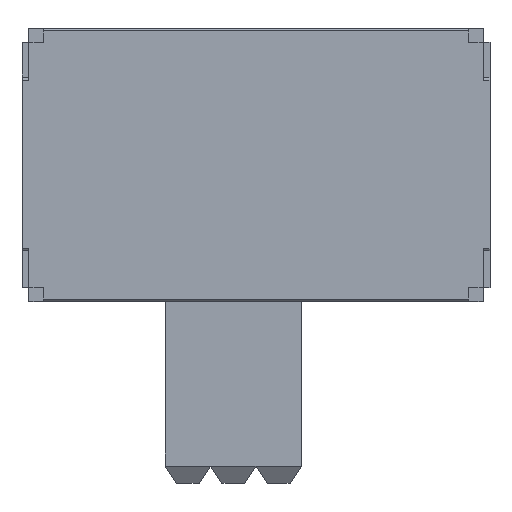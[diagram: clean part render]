
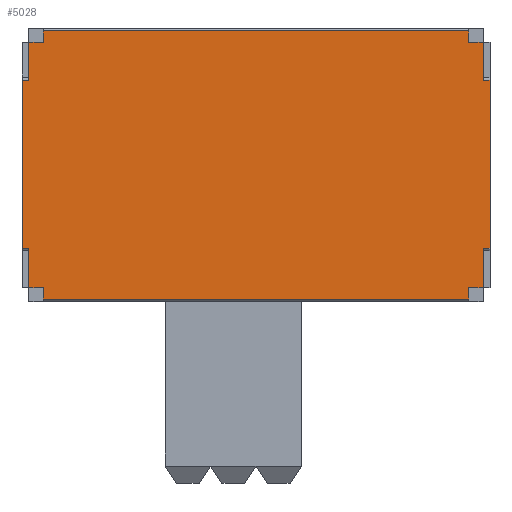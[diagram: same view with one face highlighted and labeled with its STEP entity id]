
A CAD part, top view. The second image highlights one B-rep face of the part: STEP entity #5028.
In plain terms, the highlighted planar face has unit normal (0, 0, 1).
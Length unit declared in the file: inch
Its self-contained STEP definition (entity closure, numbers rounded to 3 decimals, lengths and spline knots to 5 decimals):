
#260=FACE_OUTER_BOUND('',#532,.T.);
#532=EDGE_LOOP('',(#4067,#4068,#4069,#4070,#4071,#4072,#4073,#4074,#4075,
#4076,#4077,#4078,#4079,#4080,#4081,#4082,#4083,#4084,#4085,#4086));
#1118=LINE('',#7719,#1790);
#1121=LINE('',#7724,#1793);
#1122=LINE('',#7729,#1794);
#1123=LINE('',#7733,#1795);
#1126=LINE('',#7738,#1798);
#1127=LINE('',#7740,#1799);
#1128=LINE('',#7742,#1800);
#1129=LINE('',#7744,#1801);
#1130=LINE('',#7746,#1802);
#1131=LINE('',#7748,#1803);
#1132=LINE('',#7749,#1804);
#1133=LINE('',#7751,#1805);
#1134=LINE('',#7753,#1806);
#1135=LINE('',#7755,#1807);
#1136=LINE('',#7757,#1808);
#1137=LINE('',#7759,#1809);
#1138=LINE('',#7761,#1810);
#1139=LINE('',#7763,#1811);
#1140=LINE('',#7765,#1812);
#1141=LINE('',#7766,#1813);
#1790=VECTOR('',#6297,0.3685);
#1793=VECTOR('',#6302,0.00984);
#1794=VECTOR('',#6307,0.3685);
#1795=VECTOR('',#6312,0.00984);
#1798=VECTOR('',#6317,0.0126);
#1799=VECTOR('',#6318,0.03281);
#1800=VECTOR('',#6319,0.00591);
#1801=VECTOR('',#6320,0.14567);
#1802=VECTOR('',#6321,0.00591);
#1803=VECTOR('',#6322,0.03411);
#1804=VECTOR('',#6323,0.0126);
#1805=VECTOR('',#6324,0.00984);
#1806=VECTOR('',#6325,0.0126);
#1807=VECTOR('',#6326,0.03411);
#1808=VECTOR('',#6327,0.00591);
#1809=VECTOR('',#6328,0.14567);
#1810=VECTOR('',#6329,0.00591);
#1811=VECTOR('',#6330,0.03281);
#1812=VECTOR('',#6331,0.0126);
#1813=VECTOR('',#6332,0.00984);
#2299=VERTEX_POINT('',#7715);
#2300=VERTEX_POINT('',#7717);
#2301=VERTEX_POINT('',#7722);
#2302=VERTEX_POINT('',#7726);
#2303=VERTEX_POINT('',#7728);
#2304=VERTEX_POINT('',#7732);
#2305=VERTEX_POINT('',#7737);
#2306=VERTEX_POINT('',#7739);
#2307=VERTEX_POINT('',#7741);
#2308=VERTEX_POINT('',#7743);
#2309=VERTEX_POINT('',#7745);
#2310=VERTEX_POINT('',#7747);
#2311=VERTEX_POINT('',#7750);
#2312=VERTEX_POINT('',#7752);
#2313=VERTEX_POINT('',#7754);
#2314=VERTEX_POINT('',#7756);
#2315=VERTEX_POINT('',#7758);
#2316=VERTEX_POINT('',#7760);
#2317=VERTEX_POINT('',#7762);
#2318=VERTEX_POINT('',#7764);
#2924=EDGE_CURVE('',#2300,#2299,#1118,.T.);
#2927=EDGE_CURVE('',#2300,#2301,#1121,.T.);
#2929=EDGE_CURVE('',#2302,#2303,#1122,.T.);
#2931=EDGE_CURVE('',#2304,#2303,#1123,.T.);
#2934=EDGE_CURVE('',#2301,#2305,#1126,.T.);
#2935=EDGE_CURVE('',#2305,#2306,#1127,.T.);
#2936=EDGE_CURVE('',#2307,#2306,#1128,.T.);
#2937=EDGE_CURVE('',#2308,#2307,#1129,.T.);
#2938=EDGE_CURVE('',#2308,#2309,#1130,.T.);
#2939=EDGE_CURVE('',#2309,#2310,#1131,.T.);
#2940=EDGE_CURVE('',#2310,#2304,#1132,.T.);
#2941=EDGE_CURVE('',#2302,#2311,#1133,.T.);
#2942=EDGE_CURVE('',#2311,#2312,#1134,.T.);
#2943=EDGE_CURVE('',#2312,#2313,#1135,.T.);
#2944=EDGE_CURVE('',#2314,#2313,#1136,.T.);
#2945=EDGE_CURVE('',#2314,#2315,#1137,.T.);
#2946=EDGE_CURVE('',#2315,#2316,#1138,.T.);
#2947=EDGE_CURVE('',#2316,#2317,#1139,.T.);
#2948=EDGE_CURVE('',#2317,#2318,#1140,.T.);
#2949=EDGE_CURVE('',#2318,#2299,#1141,.T.);
#4067=ORIENTED_EDGE('',*,*,#2924,.F.);
#4068=ORIENTED_EDGE('',*,*,#2927,.T.);
#4069=ORIENTED_EDGE('',*,*,#2934,.T.);
#4070=ORIENTED_EDGE('',*,*,#2935,.T.);
#4071=ORIENTED_EDGE('',*,*,#2936,.F.);
#4072=ORIENTED_EDGE('',*,*,#2937,.F.);
#4073=ORIENTED_EDGE('',*,*,#2938,.T.);
#4074=ORIENTED_EDGE('',*,*,#2939,.T.);
#4075=ORIENTED_EDGE('',*,*,#2940,.T.);
#4076=ORIENTED_EDGE('',*,*,#2931,.T.);
#4077=ORIENTED_EDGE('',*,*,#2929,.F.);
#4078=ORIENTED_EDGE('',*,*,#2941,.T.);
#4079=ORIENTED_EDGE('',*,*,#2942,.T.);
#4080=ORIENTED_EDGE('',*,*,#2943,.T.);
#4081=ORIENTED_EDGE('',*,*,#2944,.F.);
#4082=ORIENTED_EDGE('',*,*,#2945,.T.);
#4083=ORIENTED_EDGE('',*,*,#2946,.T.);
#4084=ORIENTED_EDGE('',*,*,#2947,.T.);
#4085=ORIENTED_EDGE('',*,*,#2948,.T.);
#4086=ORIENTED_EDGE('',*,*,#2949,.T.);
#4705=PLANE('',#5313);
#5028=ADVANCED_FACE('',(#260),#4705,.T.);
#5313=AXIS2_PLACEMENT_3D('',#7736,#6315,#6316);
#6297=DIRECTION('',(1.,0.,0.));
#6302=DIRECTION('',(0.,-1.,0.));
#6307=DIRECTION('',(-1.,0.,0.));
#6312=DIRECTION('',(0.,-1.,0.));
#6315=DIRECTION('center_axis',(0.,0.,1.));
#6316=DIRECTION('ref_axis',(0.,1.,0.));
#6317=DIRECTION('',(-1.,0.,0.));
#6318=DIRECTION('',(0.,-1.,0.));
#6319=DIRECTION('',(1.,0.,0.));
#6320=DIRECTION('',(0.,1.,0.));
#6321=DIRECTION('',(1.,0.,0.));
#6322=DIRECTION('',(0.,-1.,0.));
#6323=DIRECTION('',(1.,0.,0.));
#6324=DIRECTION('',(0.,1.,0.));
#6325=DIRECTION('',(1.,0.,0.));
#6326=DIRECTION('',(0.,1.,0.));
#6327=DIRECTION('',(-1.,0.,0.));
#6328=DIRECTION('',(0.,1.,0.));
#6329=DIRECTION('',(-1.,0.,0.));
#6330=DIRECTION('',(0.,1.,0.));
#6331=DIRECTION('',(-1.,0.,0.));
#6332=DIRECTION('',(0.,1.,0.));
#7715=CARTESIAN_POINT('',(0.18425,0.11549,0.16929));
#7717=CARTESIAN_POINT('',(-0.18425,0.11549,0.16929));
#7719=CARTESIAN_POINT('',(-0.18425,0.11549,0.16929));
#7722=CARTESIAN_POINT('',(-0.18425,0.10565,0.16929));
#7724=CARTESIAN_POINT('',(-0.18425,0.11549,0.16929));
#7726=CARTESIAN_POINT('',(0.18425,-0.11679,0.16929));
#7728=CARTESIAN_POINT('',(-0.18425,-0.11679,0.16929));
#7729=CARTESIAN_POINT('',(0.18425,-0.11679,0.16929));
#7732=CARTESIAN_POINT('',(-0.18425,-0.10695,0.16929));
#7733=CARTESIAN_POINT('',(-0.18425,-0.10695,0.16929));
#7736=CARTESIAN_POINT('Origin',(0.22303,0.12711,0.16929));
#7737=CARTESIAN_POINT('',(-0.19685,0.10565,0.16929));
#7738=CARTESIAN_POINT('',(-0.18425,0.10565,0.16929));
#7739=CARTESIAN_POINT('',(-0.19685,0.07283,0.16929));
#7740=CARTESIAN_POINT('',(-0.19685,0.10565,0.16929));
#7741=CARTESIAN_POINT('',(-0.20276,0.07283,0.16929));
#7742=CARTESIAN_POINT('',(-0.20276,0.07283,0.16929));
#7743=CARTESIAN_POINT('',(-0.20276,-0.07283,0.16929));
#7744=CARTESIAN_POINT('',(-0.20276,-0.07283,0.16929));
#7745=CARTESIAN_POINT('',(-0.19685,-0.07283,0.16929));
#7746=CARTESIAN_POINT('',(-0.20276,-0.07283,0.16929));
#7747=CARTESIAN_POINT('',(-0.19685,-0.10695,0.16929));
#7748=CARTESIAN_POINT('',(-0.19685,-0.07283,0.16929));
#7749=CARTESIAN_POINT('',(-0.19685,-0.10695,0.16929));
#7750=CARTESIAN_POINT('',(0.18425,-0.10695,0.16929));
#7751=CARTESIAN_POINT('',(0.18425,-0.11679,0.16929));
#7752=CARTESIAN_POINT('',(0.19685,-0.10695,0.16929));
#7753=CARTESIAN_POINT('',(0.18425,-0.10695,0.16929));
#7754=CARTESIAN_POINT('',(0.19685,-0.07283,0.16929));
#7755=CARTESIAN_POINT('',(0.19685,-0.10695,0.16929));
#7756=CARTESIAN_POINT('',(0.20276,-0.07283,0.16929));
#7757=CARTESIAN_POINT('',(0.20276,-0.07283,0.16929));
#7758=CARTESIAN_POINT('',(0.20276,0.07283,0.16929));
#7759=CARTESIAN_POINT('',(0.20276,-0.07283,0.16929));
#7760=CARTESIAN_POINT('',(0.19685,0.07283,0.16929));
#7761=CARTESIAN_POINT('',(0.20276,0.07283,0.16929));
#7762=CARTESIAN_POINT('',(0.19685,0.10565,0.16929));
#7763=CARTESIAN_POINT('',(0.19685,0.07283,0.16929));
#7764=CARTESIAN_POINT('',(0.18425,0.10565,0.16929));
#7765=CARTESIAN_POINT('',(0.19685,0.10565,0.16929));
#7766=CARTESIAN_POINT('',(0.18425,0.10565,0.16929));
